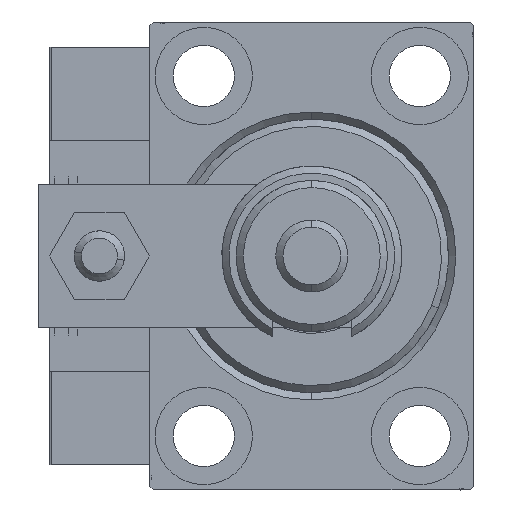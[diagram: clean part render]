
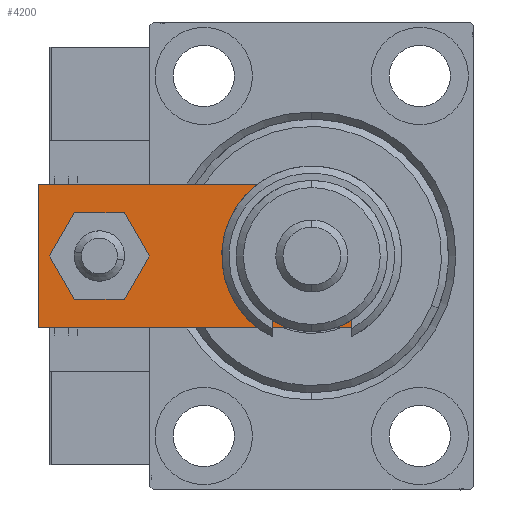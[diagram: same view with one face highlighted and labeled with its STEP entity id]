
A CAD part, left-side view. The second image highlights one B-rep face of the part: STEP entity #4200.
In plain terms, the highlighted face is planar.
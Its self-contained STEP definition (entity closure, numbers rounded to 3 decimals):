
#1559 = CARTESIAN_POINT ( 'NONE',  ( 10., 4.24, 6. ) ) ;
#2961 = VECTOR ( 'NONE', #25885, 1000. ) ;
#3668 = ORIENTED_EDGE ( 'NONE', *, *, #17051, .T. ) ;
#4157 = CARTESIAN_POINT ( 'NONE',  ( 10., 48., 6. ) ) ;
#4200 = ADVANCED_FACE ( 'NONE', ( #24413, #49541, #24679 ), #16109, .T. ) ;
#4723 = ORIENTED_EDGE ( 'NONE', *, *, #22268, .T. ) ;
#4763 = ORIENTED_EDGE ( 'NONE', *, *, #42420, .T. ) ;
#7249 = VERTEX_POINT ( 'NONE', #45775 ) ;
#7566 = LINE ( 'NONE', #23921, #33367 ) ;
#7806 = CARTESIAN_POINT ( 'NONE',  ( 0., 0., 6. ) ) ;
#8899 = EDGE_LOOP ( 'NONE', ( #19711, #4763, #9504, #41975, #4723, #3668 ) ) ;
#9007 = CARTESIAN_POINT ( 'NONE',  ( -10., 48., 6. ) ) ;
#9504 = ORIENTED_EDGE ( 'NONE', *, *, #13501, .T. ) ;
#9881 = LINE ( 'NONE', #26244, #30248 ) ;
#10281 = VECTOR ( 'NONE', #19093, 1000. ) ;
#10588 = CARTESIAN_POINT ( 'NONE',  ( -2.88, -2.88, 6. ) ) ;
#10615 = CIRCLE ( 'NONE', #20841, 7.25 ) ;
#11973 = VERTEX_POINT ( 'NONE', #24668 ) ;
#12018 = DIRECTION ( 'NONE',  ( 0., -1., 0. ) ) ;
#12316 = VERTEX_POINT ( 'NONE', #23832 ) ;
#12882 = DIRECTION ( 'NONE',  ( 1., 0., 0. ) ) ;
#13457 = EDGE_CURVE ( 'NONE', #11973, #22401, #40227, .T. ) ;
#13501 = EDGE_CURVE ( 'NONE', #12316, #7249, #7566, .T. ) ;
#14827 = CARTESIAN_POINT ( 'NONE',  ( 7.25, 10., 6. ) ) ;
#15438 = ORIENTED_EDGE ( 'NONE', *, *, #13457, .F. ) ;
#16109 = PLANE ( 'NONE',  #35603 ) ;
#16144 = LINE ( 'NONE', #32240, #22430 ) ;
#16277 = AXIS2_PLACEMENT_3D ( 'NONE', #30762, #18961, #27009 ) ;
#16611 = DIRECTION ( 'NONE',  ( 0., 0., 1. ) ) ;
#16723 = EDGE_CURVE ( 'NONE', #23289, #36679, #27388, .T. ) ;
#16878 = DIRECTION ( 'NONE',  ( 0., 0., 1. ) ) ;
#17034 = ORIENTED_EDGE ( 'NONE', *, *, #40459, .F. ) ;
#17051 = EDGE_CURVE ( 'NONE', #31138, #34582, #30430, .T. ) ;
#17853 = ORIENTED_EDGE ( 'NONE', *, *, #36249, .F. ) ;
#18096 = CARTESIAN_POINT ( 'NONE',  ( 10., 48., 6. ) ) ;
#18961 = DIRECTION ( 'NONE',  ( 0., 0., 1. ) ) ;
#19093 = DIRECTION ( 'NONE',  ( -1., 0., 0. ) ) ;
#19711 = ORIENTED_EDGE ( 'NONE', *, *, #29913, .T. ) ;
#19889 = DIRECTION ( 'NONE',  ( 1., 0., 0. ) ) ;
#20841 = AXIS2_PLACEMENT_3D ( 'NONE', #33481, #16611, #46323 ) ;
#21937 = DIRECTION ( 'NONE',  ( 0., 1., 0. ) ) ;
#22268 = EDGE_CURVE ( 'NONE', #33394, #31138, #16144, .T. ) ;
#22401 = VERTEX_POINT ( 'NONE', #26506 ) ;
#22430 = VECTOR ( 'NONE', #21937, 1000. ) ;
#23289 = VERTEX_POINT ( 'NONE', #14827 ) ;
#23527 = EDGE_LOOP ( 'NONE', ( #17034, #26158 ) ) ;
#23832 = CARTESIAN_POINT ( 'NONE',  ( -5.76, 0., 6. ) ) ;
#23921 = CARTESIAN_POINT ( 'NONE',  ( -10., 0., 6. ) ) ;
#24324 = CARTESIAN_POINT ( 'NONE',  ( -10., 48., 6. ) ) ;
#24413 = FACE_BOUND ( 'NONE', #41248, .T. ) ;
#24430 = EDGE_CURVE ( 'NONE', #7249, #33394, #9881, .T. ) ;
#24668 = CARTESIAN_POINT ( 'NONE',  ( 4., 39.5, 6. ) ) ;
#24679 = FACE_BOUND ( 'NONE', #23527, .T. ) ;
#25013 = DIRECTION ( 'NONE',  ( 1., 0., 0. ) ) ;
#25885 = DIRECTION ( 'NONE',  ( 0.707, -0.707, 0. ) ) ;
#26158 = ORIENTED_EDGE ( 'NONE', *, *, #16723, .F. ) ;
#26244 = CARTESIAN_POINT ( 'NONE',  ( 2.88, -2.88, 6. ) ) ;
#26506 = CARTESIAN_POINT ( 'NONE',  ( -4., 39.5, 6. ) ) ;
#27009 = DIRECTION ( 'NONE',  ( 1., 0., 0. ) ) ;
#27388 = CIRCLE ( 'NONE', #16277, 7.25 ) ;
#28425 = CIRCLE ( 'NONE', #45511, 4. ) ;
#28473 = DIRECTION ( 'NONE',  ( 1., 0., 0. ) ) ;
#29913 = EDGE_CURVE ( 'NONE', #34582, #47219, #52954, .T. ) ;
#30248 = VECTOR ( 'NONE', #46829, 1000. ) ;
#30430 = LINE ( 'NONE', #18096, #10281 ) ;
#30762 = CARTESIAN_POINT ( 'NONE',  ( 0., 10., 6. ) ) ;
#31138 = VERTEX_POINT ( 'NONE', #4157 ) ;
#31643 = VECTOR ( 'NONE', #12018, 1000. ) ;
#32221 = CARTESIAN_POINT ( 'NONE',  ( 0., 39.5, 6. ) ) ;
#32240 = CARTESIAN_POINT ( 'NONE',  ( 10., 0., 6. ) ) ;
#32721 = CARTESIAN_POINT ( 'NONE',  ( -7.25, 10., 6. ) ) ;
#32785 = CARTESIAN_POINT ( 'NONE',  ( 0., 39.5, 6. ) ) ;
#33367 = VECTOR ( 'NONE', #19889, 1000. ) ;
#33394 = VERTEX_POINT ( 'NONE', #1559 ) ;
#33481 = CARTESIAN_POINT ( 'NONE',  ( 0., 10., 6. ) ) ;
#34582 = VERTEX_POINT ( 'NONE', #9007 ) ;
#35603 = AXIS2_PLACEMENT_3D ( 'NONE', #7806, #16878, #12882 ) ;
#36222 = DIRECTION ( 'NONE',  ( 0., 0., 1. ) ) ;
#36249 = EDGE_CURVE ( 'NONE', #22401, #11973, #28425, .T. ) ;
#36274 = DIRECTION ( 'NONE',  ( 0., 0., 1. ) ) ;
#36679 = VERTEX_POINT ( 'NONE', #32721 ) ;
#40227 = CIRCLE ( 'NONE', #46209, 4. ) ;
#40459 = EDGE_CURVE ( 'NONE', #36679, #23289, #10615, .T. ) ;
#41248 = EDGE_LOOP ( 'NONE', ( #17853, #15438 ) ) ;
#41975 = ORIENTED_EDGE ( 'NONE', *, *, #24430, .T. ) ;
#42420 = EDGE_CURVE ( 'NONE', #47219, #12316, #51273, .T. ) ;
#45511 = AXIS2_PLACEMENT_3D ( 'NONE', #32785, #36274, #25013 ) ;
#45775 = CARTESIAN_POINT ( 'NONE',  ( 5.76, 0., 6. ) ) ;
#46209 = AXIS2_PLACEMENT_3D ( 'NONE', #32221, #36222, #28473 ) ;
#46323 = DIRECTION ( 'NONE',  ( 1., 0., 0. ) ) ;
#46829 = DIRECTION ( 'NONE',  ( 0.707, 0.707, 0. ) ) ;
#47219 = VERTEX_POINT ( 'NONE', #48592 ) ;
#48592 = CARTESIAN_POINT ( 'NONE',  ( -10., 4.24, 6. ) ) ;
#49541 = FACE_OUTER_BOUND ( 'NONE', #8899, .T. ) ;
#51273 = LINE ( 'NONE', #10588, #2961 ) ;
#52954 = LINE ( 'NONE', #24324, #31643 ) ;
